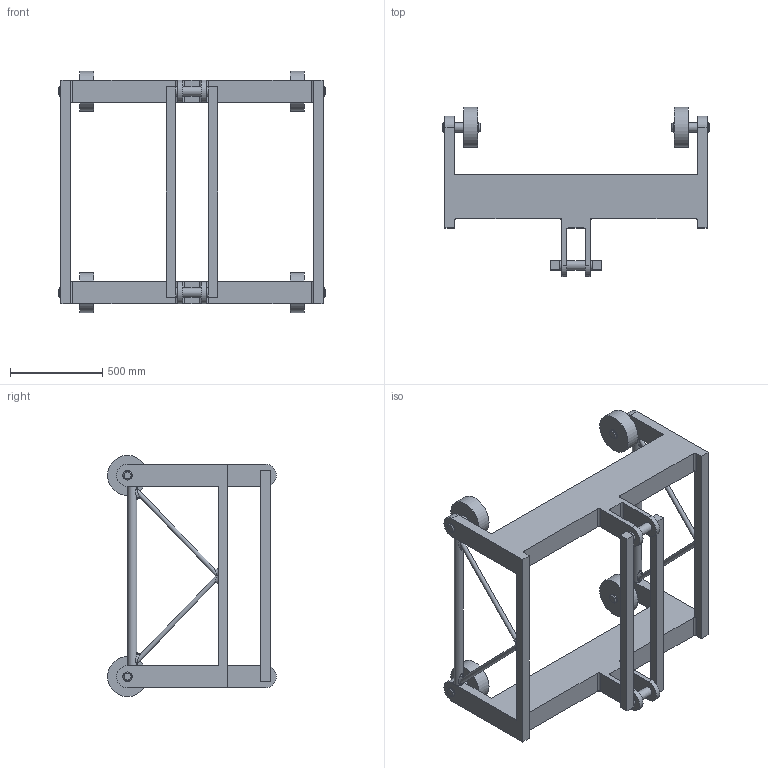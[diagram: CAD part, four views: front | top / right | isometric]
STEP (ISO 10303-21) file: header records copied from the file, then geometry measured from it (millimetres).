
FILE_DESCRIPTION( ( '' ), ' ' );
FILE_NAME( '59f8d81ea5d1c90f25d343ed.step', '2017-10-31T20:07:58', ( '' ), ( '' ), ' ', ' ', ' ' );
FILE_SCHEMA( ( 'AUTOMOTIVE_DESIGN { 1 0 10303 214 1 1 1 1 }' ) );
Length unit declared in the file: metre
Products named in the file (1): Trolley
Bounding box: 1447.8 x 916.6 x 1309.4 mm (x, y, z)
Volume: 124059934.2 mm3; surface area: 4879293.9 mm2
Topology: 1 solids, 1 shells, 154 faces, 390 edges, 244 vertices
Faces by surface type: plane 82, cylinder 48, bspline 16, cone 8
Full cylindrical faces by diameter (mm): 25.4 x4, 50.8 x20, 217.2 x4
Entity records: 14522 total; most frequent: CARTESIAN_POINT 9795, DIRECTION 710, ORIENTED_EDGE 684, EDGE_CURVE 342, AXIS2_PLACEMENT_3D 269, VERTEX_POINT 232, EDGE_LOOP 218, FACE_OUTER_BOUND 182
